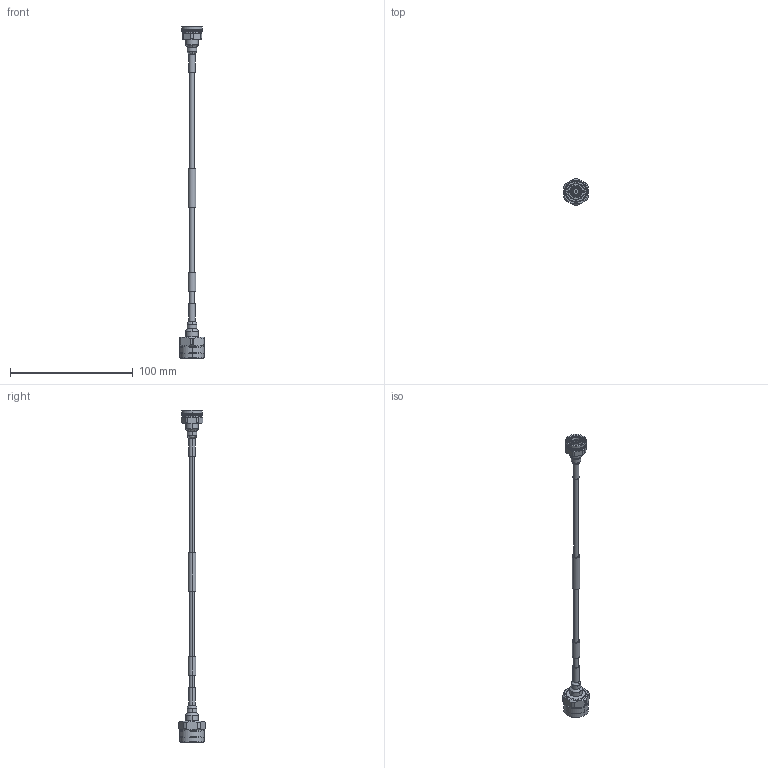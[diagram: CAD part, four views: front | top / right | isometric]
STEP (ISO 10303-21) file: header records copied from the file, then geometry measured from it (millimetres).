
FILE_DESCRIPTION (( 'STEP AP214' ), '1' );
FILE_NAME ('FMCA2526_3D.step', '2024-06-18T04:39:49', ( '' ), ( '' ), 'SwSTEP 2.0', 'SolidWorks 2022', '' );
FILE_SCHEMA (( 'AUTOMOTIVE_DESIGN' ));
Length unit declared in the file: inch
Products named in the file (5): TC-402-NM-LP-PE_3D^FMCA2526; TC-402-225M-LP-PE_3D^FMCA2526; Heat Shrink^FMCA2526; TFT-5G-402^FMCA2526; FMCA2526_3D
Assembly tree (5 placements, depth 2):
  FMCA2526_3D
    TFT-5G-402^FMCA2526
    Heat Shrink^FMCA2526  x2
    TC-402-NM-LP-PE_3D^FMCA2526
    TC-402-225M-LP-PE_3D^FMCA2526
Bounding box: 20.1 x 21.9 x 270.63 mm (x, y, z)
Volume: 11527.7 mm3; surface area: 10844.3 mm2
Topology: 5 solids, 5 shells, 1404 faces, 3362 edges, 2007 vertices
Faces by surface type: bspline 730, cylinder 375, plane 198, cone 80, torus 21
Entity records: 51009 total; most frequent: CARTESIAN_POINT 27864, ORIENTED_EDGE 6664, EDGE_CURVE 3332, DIRECTION 2833, VERTEX_POINT 1987, EDGE_LOOP 1435, ADVANCED_FACE 1392, FACE_OUTER_BOUND 1392
